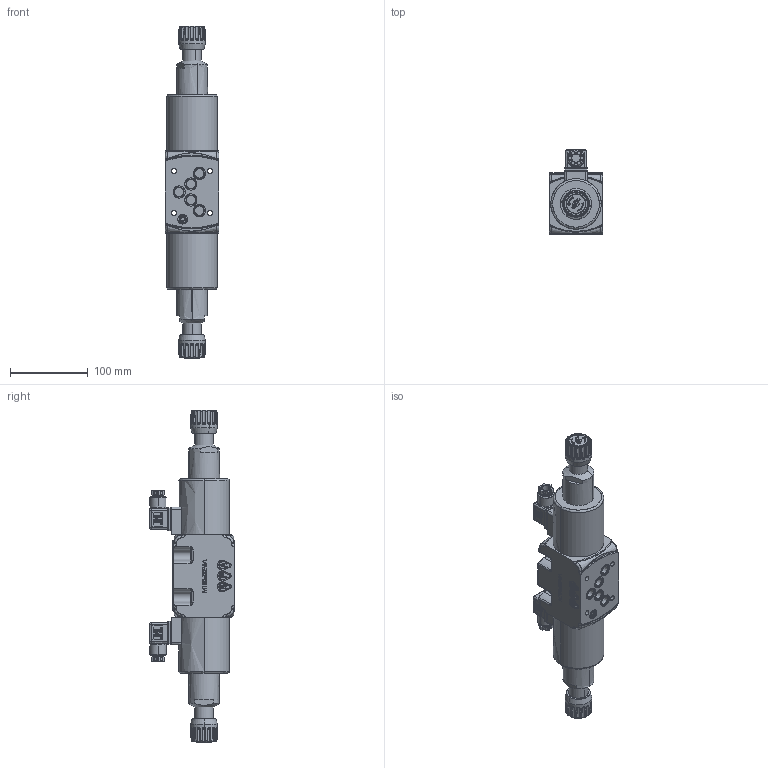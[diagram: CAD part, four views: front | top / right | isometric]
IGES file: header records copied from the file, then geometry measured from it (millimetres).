
Start section: SolidWorks IGES file using analytic representation for surfaces
Global section: file name: ADP5E--C-P11.igs; native system: SolidWorks 2012; preprocessor: SolidWorks 2012; author: serviziopdm; date: 131014.122726; units: millimetre
Bounding box: 69 x 109.43 x 427.7 mm (x, y, z)
Surface area: 137471.1 mm2 (no closed solid volume)
Topology: 0 solids, 0 shells, 1593 faces, 23055 edges, 23031 vertices
Faces by surface type: bspline 1071, revolution 522
